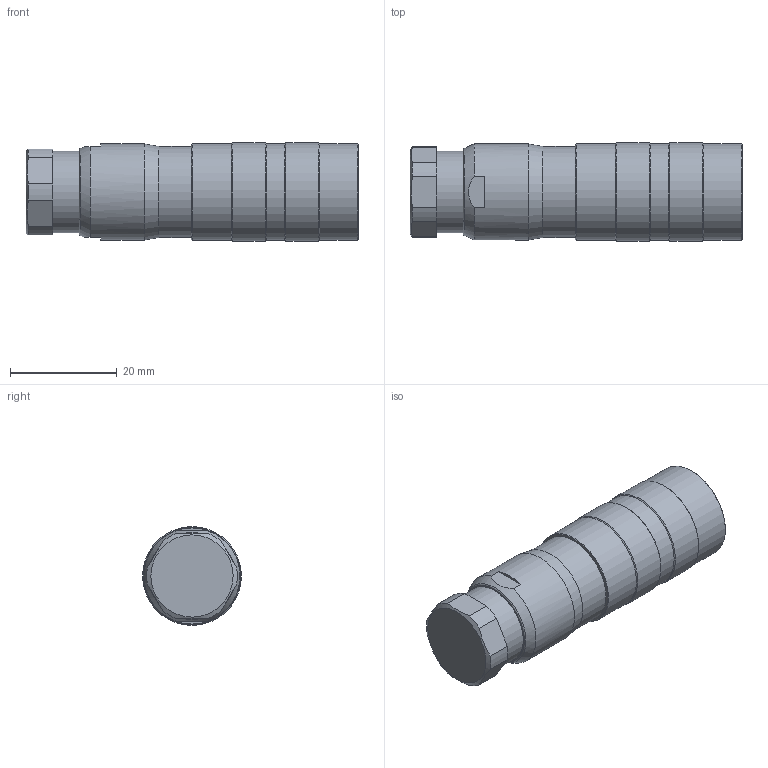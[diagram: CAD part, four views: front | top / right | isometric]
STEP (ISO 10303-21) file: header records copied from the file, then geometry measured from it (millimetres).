
FILE_DESCRIPTION(/* description */ (''),/* implementation_level */ '2;1');
FILE_NAME(/* name */ '99 5682 15 07 001_00.stp',/* time_stamp */ '2014-01-13T16:06:41+01:00',/* author */ (''),/* organization */ (''),/* preprocessor_version */ 'ST-DEVELOPER v14',/* originating_system */ 'SIEMENS PLM Software NX 8.0',/* authorisation */ '');
FILE_SCHEMA (('AUTOMOTIVE_DESIGN { 1 0 10303 214 3 1 1 1 }'));
Length unit declared in the file: millimetre
Products named in the file (1): cerl13889907cfs1
Bounding box: 62.2 x 18.48 x 18.48 mm (x, y, z)
Volume: 14566.3 mm3; surface area: 5403.6 mm2
Topology: 1 solids, 1 shells, 391 faces, 1108 edges, 700 vertices
Faces by surface type: plane 140, cylinder 113, bspline 56, cone 39, sphere 28, torus 15
Full cylindrical faces by diameter (mm): 1.67 x7, 2.15 x7, 2.2 x7, 2.25 x1, 15.188 x1, 15.2 x1, 15.25 x1, 17.05 x1, 18 x1, 18.15 x3, 18.5 x2
Entity records: 15247 total; most frequent: CARTESIAN_POINT 6398, ORIENTED_EDGE 2044, DIRECTION 1488, EDGE_CURVE 1022, VERTEX_POINT 672, AXIS2_PLACEMENT_3D 621, B_SPLINE_CURVE_WITH_KNOTS 491, EDGE_LOOP 486
